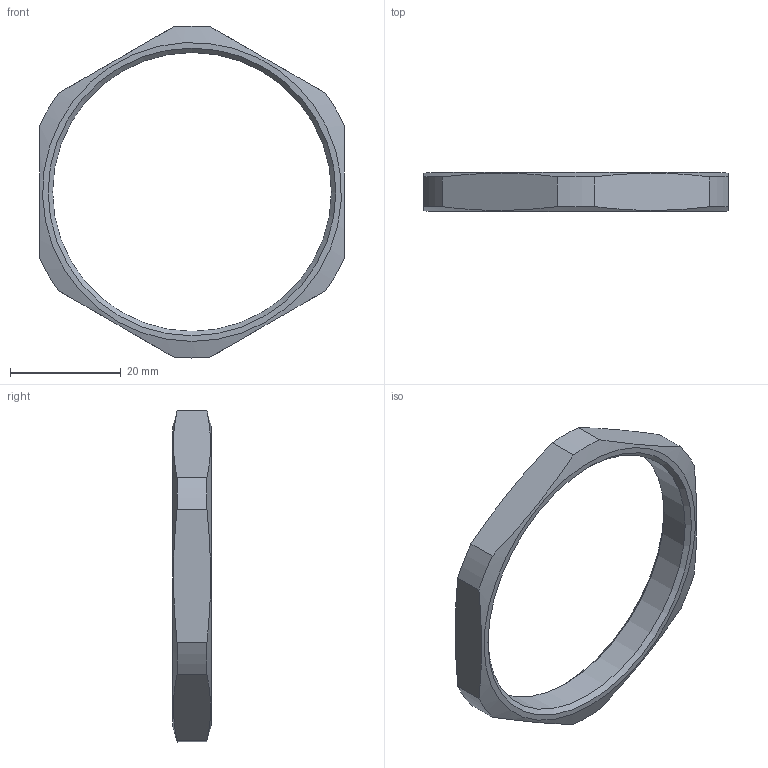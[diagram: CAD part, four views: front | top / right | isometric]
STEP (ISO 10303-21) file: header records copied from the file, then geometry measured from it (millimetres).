
FILE_DESCRIPTION(/* description */ ('STEP AP214'),/* implementation_level */ '2;1');
FILE_NAME(/* name */ '530026_HMR-D-MIDI',/* time_stamp */ '2024-08-29T08:48:31+02:00',/* author */ ('License CC BY-ND 4.0'),/* organization */ ('CADENAS'),/* preprocessor_version */ 'ST-DEVELOPER v19.3',/* originating_system */ 'PARTsolutions',/* authorisation */ ' ');
FILE_SCHEMA (('AUTOMOTIVE_DESIGN {1 0 10303 214 3 1 1}'));
Length unit declared in the file: millimetre
Products named in the file (1): 530026 HMR-D-MIDI
Bounding box: 55 x 7 x 59.98 mm (x, y, z)
Volume: 3863.8 mm3; surface area: 3288.2 mm2
Topology: 1 solids, 1 shells, 19 faces, 49 edges, 32 vertices
Faces by surface type: plane 8, cylinder 7, cone 4
Full cylindrical faces by diameter (mm): 50.376 x1
Entity records: 600 total; most frequent: CARTESIAN_POINT 140, DIRECTION 88, ORIENTED_EDGE 84, EDGE_CURVE 42, AXIS2_PLACEMENT_3D 38, VERTEX_POINT 30, EDGE_LOOP 26, FACE_BOUND 26
